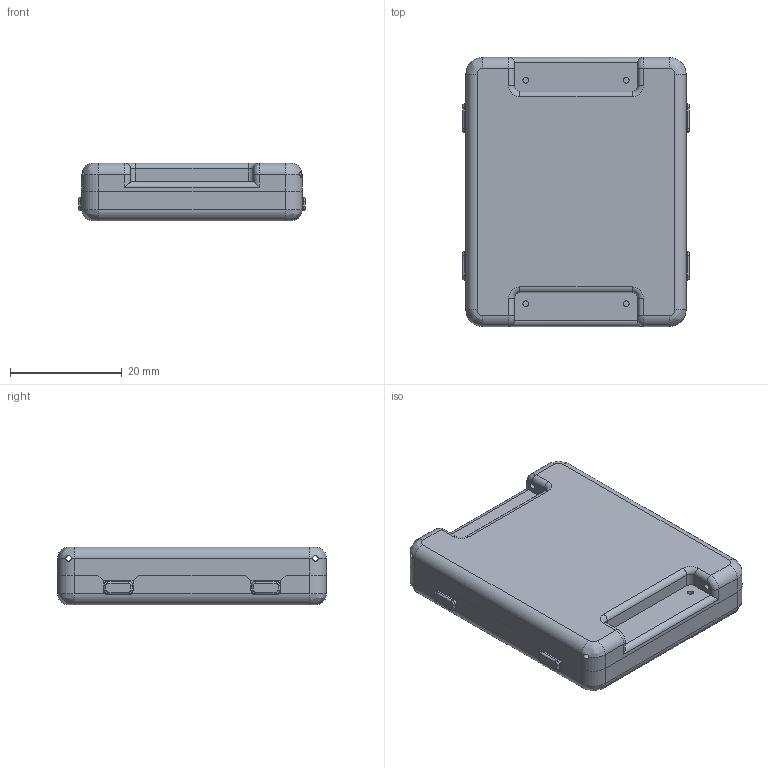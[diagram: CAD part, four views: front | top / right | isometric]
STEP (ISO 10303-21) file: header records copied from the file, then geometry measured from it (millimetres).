
FILE_DESCRIPTION(/* description */ (''),/* implementation_level */ '2;1');
FILE_NAME(/* name */ 'DEC31_LULUY.step',/* time_stamp */ '2021-12-31T00:49:22+08:00',/* author */ (''),/* organization */ (''),/* preprocessor_version */ 'ST-DEVELOPER v18.1',/* originating_system */ 'Autodesk Translation Framework v10.10.0.1391',/* authorisation */ '');
FILE_SCHEMA (('AUTOMOTIVE_DESIGN { 1 0 10303 214 3 1 1 }'));
Length unit declared in the file: millimetre
Products named in the file (1): LULU Y
Bounding box: 40.6 x 48.16 x 10.3 mm (x, y, z)
Volume: 8090.1 mm3; surface area: 9228.8 mm2
Topology: 6 solids, 6 shells, 353 faces, 939 edges, 606 vertices
Faces by surface type: plane 173, cylinder 104, bspline 72, torus 4
Full cylindrical faces by diameter (mm): 1 x12
Entity records: 13061 total; most frequent: CARTESIAN_POINT 4709, ORIENTED_EDGE 1878, DIRECTION 1479, EDGE_CURVE 939, VERTEX_POINT 606, LINE 507, VECTOR 507, AXIS2_PLACEMENT_3D 486
